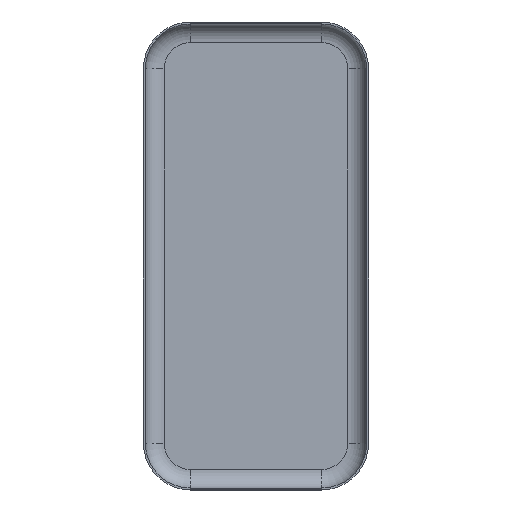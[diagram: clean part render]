
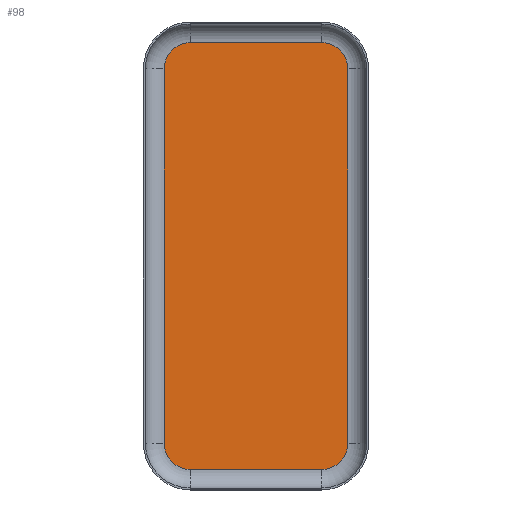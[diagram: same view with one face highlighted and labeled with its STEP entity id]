
A CAD part, top view. The second image highlights one B-rep face of the part: STEP entity #98.
In plain terms, the highlighted planar face has unit normal (0, 0, 1).
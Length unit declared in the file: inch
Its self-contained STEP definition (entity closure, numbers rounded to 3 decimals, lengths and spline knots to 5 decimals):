
#3 = AXIS2_PLACEMENT_3D ( 'NONE', #513, #530, #1031 ) ;
#8 = CARTESIAN_POINT ( 'NONE',  ( -0.5475, 1.02, -0.264 ) ) ;
#68 = CIRCLE ( 'NONE', #3, 0.219 ) ;
#71 = VECTOR ( 'NONE', #90, 39.37008 ) ;
#76 = CARTESIAN_POINT ( 'NONE',  ( -0.5475, -2.319, -0.264 ) ) ;
#90 = DIRECTION ( 'NONE',  ( 1., 0., 0. ) ) ;
#98 = ADVANCED_FACE ( 'NONE', ( #381 ), #1034, .T. ) ;
#102 = LINE ( 'NONE', #522, #919 ) ;
#104 = VERTEX_POINT ( 'NONE', #954 ) ;
#141 = CIRCLE ( 'NONE', #455, 0.219 ) ;
#168 = DIRECTION ( 'NONE',  ( 0., -1., 0. ) ) ;
#183 = CARTESIAN_POINT ( 'NONE',  ( 0.5475, -2.538, -0.264 ) ) ;
#204 = CARTESIAN_POINT ( 'NONE',  ( 0.7665, -2.319, -0.264 ) ) ;
#223 = EDGE_CURVE ( 'NONE', #104, #446, #810, .T. ) ;
#236 = VERTEX_POINT ( 'NONE', #183 ) ;
#263 = ORIENTED_EDGE ( 'NONE', *, *, #606, .F. ) ;
#284 = DIRECTION ( 'NONE',  ( 1., 0., 0. ) ) ;
#302 = ORIENTED_EDGE ( 'NONE', *, *, #721, .F. ) ;
#338 = LINE ( 'NONE', #836, #71 ) ;
#360 = ORIENTED_EDGE ( 'NONE', *, *, #223, .F. ) ;
#377 = CARTESIAN_POINT ( 'NONE',  ( -0.9385, -2.71, -0.264 ) ) ;
#381 = FACE_OUTER_BOUND ( 'NONE', #1070, .T. ) ;
#410 = DIRECTION ( 'NONE',  ( 1., 0., 0. ) ) ;
#414 = DIRECTION ( 'NONE',  ( 0., 0., -1. ) ) ;
#415 = EDGE_CURVE ( 'NONE', #236, #476, #593, .T. ) ;
#437 = EDGE_CURVE ( 'NONE', #454, #649, #670, .T. ) ;
#438 = CARTESIAN_POINT ( 'NONE',  ( -0.5475, 0.801, -0.264 ) ) ;
#440 = ORIENTED_EDGE ( 'NONE', *, *, #468, .F. ) ;
#446 = VERTEX_POINT ( 'NONE', #8 ) ;
#449 = VECTOR ( 'NONE', #1068, 39.37008 ) ;
#454 = VERTEX_POINT ( 'NONE', #499 ) ;
#455 = AXIS2_PLACEMENT_3D ( 'NONE', #734, #414, #916 ) ;
#468 = EDGE_CURVE ( 'NONE', #531, #454, #141, .T. ) ;
#476 = VERTEX_POINT ( 'NONE', #996 ) ;
#493 = EDGE_CURVE ( 'NONE', #476, #560, #745, .T. ) ;
#499 = CARTESIAN_POINT ( 'NONE',  ( 0.7665, 0.801, -0.264 ) ) ;
#513 = CARTESIAN_POINT ( 'NONE',  ( 0.5475, -2.319, -0.264 ) ) ;
#522 = CARTESIAN_POINT ( 'NONE',  ( -0.7665, -2.71, -0.264 ) ) ;
#530 = DIRECTION ( 'NONE',  ( 0., 0., -1. ) ) ;
#531 = VERTEX_POINT ( 'NONE', #754 ) ;
#560 = VERTEX_POINT ( 'NONE', #854 ) ;
#584 = ORIENTED_EDGE ( 'NONE', *, *, #493, .F. ) ;
#593 = LINE ( 'NONE', #824, #449 ) ;
#606 = EDGE_CURVE ( 'NONE', #649, #236, #68, .T. ) ;
#636 = DIRECTION ( 'NONE',  ( 0., 1., 0. ) ) ;
#641 = AXIS2_PLACEMENT_3D ( 'NONE', #438, #672, #773 ) ;
#648 = ORIENTED_EDGE ( 'NONE', *, *, #1012, .F. ) ;
#649 = VERTEX_POINT ( 'NONE', #204 ) ;
#670 = LINE ( 'NONE', #990, #1054 ) ;
#672 = DIRECTION ( 'NONE',  ( 0., 0., -1. ) ) ;
#721 = EDGE_CURVE ( 'NONE', #560, #104, #102, .T. ) ;
#734 = CARTESIAN_POINT ( 'NONE',  ( 0.5475, 0.801, -0.264 ) ) ;
#744 = ORIENTED_EDGE ( 'NONE', *, *, #415, .F. ) ;
#745 = CIRCLE ( 'NONE', #934, 0.219 ) ;
#754 = CARTESIAN_POINT ( 'NONE',  ( 0.5475, 1.02, -0.264 ) ) ;
#773 = DIRECTION ( 'NONE',  ( 1., 0., 0. ) ) ;
#777 = AXIS2_PLACEMENT_3D ( 'NONE', #377, #948, #284 ) ;
#810 = CIRCLE ( 'NONE', #641, 0.219 ) ;
#824 = CARTESIAN_POINT ( 'NONE',  ( -0.9385, -2.538, -0.264 ) ) ;
#836 = CARTESIAN_POINT ( 'NONE',  ( -0.9385, 1.02, -0.264 ) ) ;
#854 = CARTESIAN_POINT ( 'NONE',  ( -0.7665, -2.319, -0.264 ) ) ;
#903 = DIRECTION ( 'NONE',  ( 0., 0., -1. ) ) ;
#916 = DIRECTION ( 'NONE',  ( 1., 0., 0. ) ) ;
#919 = VECTOR ( 'NONE', #636, 39.37008 ) ;
#934 = AXIS2_PLACEMENT_3D ( 'NONE', #76, #903, #410 ) ;
#948 = DIRECTION ( 'NONE',  ( 0., 0., 1. ) ) ;
#954 = CARTESIAN_POINT ( 'NONE',  ( -0.7665, 0.801, -0.264 ) ) ;
#990 = CARTESIAN_POINT ( 'NONE',  ( 0.7665, -2.71, -0.264 ) ) ;
#996 = CARTESIAN_POINT ( 'NONE',  ( -0.5475, -2.538, -0.264 ) ) ;
#1012 = EDGE_CURVE ( 'NONE', #446, #531, #338, .T. ) ;
#1031 = DIRECTION ( 'NONE',  ( 1., 0., 0. ) ) ;
#1032 = ORIENTED_EDGE ( 'NONE', *, *, #437, .F. ) ;
#1034 = PLANE ( 'NONE',  #777 ) ;
#1054 = VECTOR ( 'NONE', #168, 39.37008 ) ;
#1068 = DIRECTION ( 'NONE',  ( -1., 0., 0. ) ) ;
#1070 = EDGE_LOOP ( 'NONE', ( #302, #584, #744, #263, #1032, #440, #648, #360 ) ) ;
